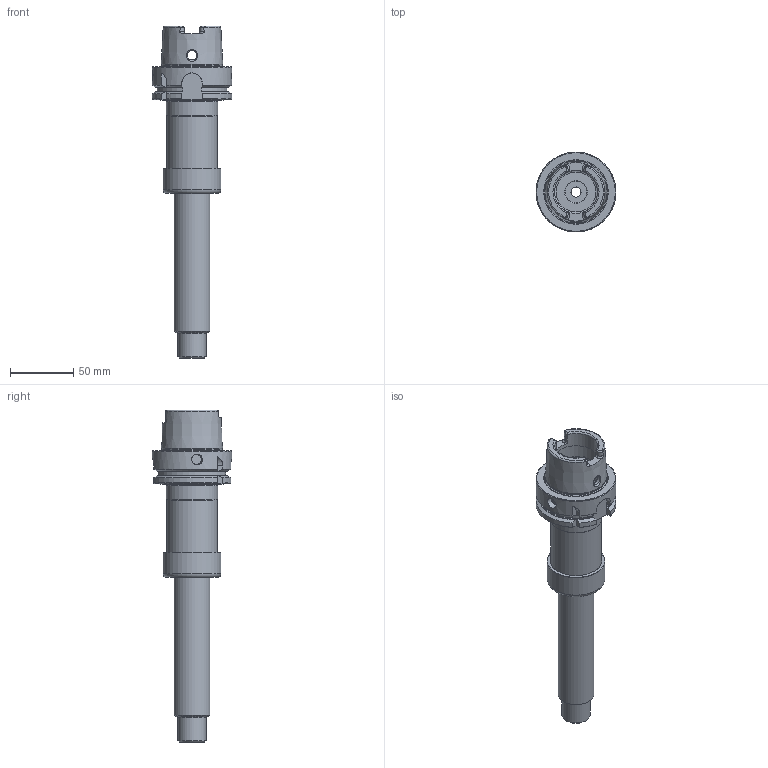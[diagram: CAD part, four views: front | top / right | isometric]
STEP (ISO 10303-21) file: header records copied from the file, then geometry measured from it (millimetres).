
FILE_DESCRIPTION(/* description */ (''),/* implementation_level */ '2;1');
FILE_NAME(/* name */ '886513070.stp',/* time_stamp */ '2021-07-28T09:01:00',/* author */ ('LRA'),/* organization */ ('REGO-FIX'),/* preprocessor_version */ ' Unknown',/* originating_system */ 'SIEMENS PLM Software Solid Edge ST10',/* authorization */ 'Unknown');
FILE_SCHEMA (('AUTOMOTIVE_DESIGN { 1 0 10303 214 2 1 1}'));
Length unit declared in the file: millimetre
Products named in the file (1): NOCUT
Bounding box: 63 x 63 x 261.7 mm (x, y, z)
Volume: 235270.8 mm3; surface area: 57024.6 mm2
Topology: 1 solids, 3 shells, 185 faces, 452 edges, 283 vertices
Faces by surface type: plane 56, cylinder 48, cone 47, torus 34
Full cylindrical faces by diameter (mm): 7.5 x2, 8 x1, 8.35 x1, 8.376 x1, 8.5 x1, 9.6 x1, 10 x1, 10.5 x1, 16.917 x1, 20 x1, 22.3 x1, 23.8 x1, 24.7 x1, 25 x1, 28.3 x1, 33.3 x1, 34 x3, 38.376 x1, 40 x2, 40.05 x1, 40.5 x1, 43.3 x1, 45.65 x1, 48.129 x1, 63 x1
Entity records: 6385 total; most frequent: CARTESIAN_POINT 1217, DIRECTION 816, ORIENTED_EDGE 680, AXIS2_PLACEMENT_3D 363, EDGE_CURVE 340, EDGE_LOOP 291, FACE_BOUND 291, VERTEX_POINT 257
